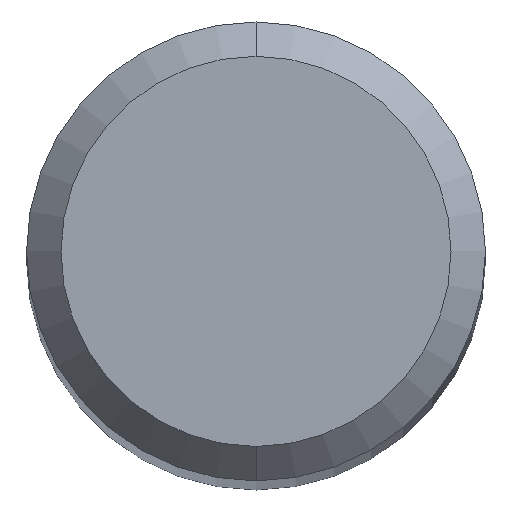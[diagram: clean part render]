
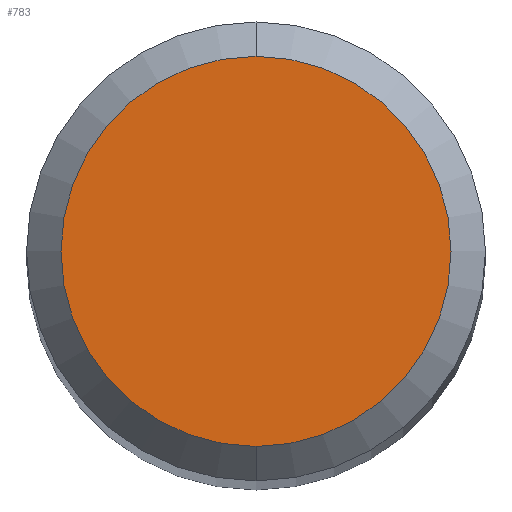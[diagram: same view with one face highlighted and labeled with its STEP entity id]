
A CAD part, top view. The second image highlights one B-rep face of the part: STEP entity #783.
In plain terms, the highlighted planar face has unit normal (0, 0, 1).
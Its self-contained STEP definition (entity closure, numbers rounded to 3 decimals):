
#529=EDGE_CURVE('',#531,#655,#1207,.T.);
#531=VERTEX_POINT('',#1209);
#599=EDGE_CURVE('',#655,#531,#1279,.T.);
#655=VERTEX_POINT('',#1340);
#783=ADVANCED_FACE('',(#1482),#1483,.T.);
#1207=CIRCLE('',#2434,1.7);
#1209=CARTESIAN_POINT('',(0.,-1.7,0.0));
#1279=CIRCLE('',#2684,1.7);
#1340=CARTESIAN_POINT('',(0.0,1.7,0.0));
#1482=FACE_OUTER_BOUND('',#3291,.T.);
#1483=PLANE('',#3292);
#2434=AXIS2_PLACEMENT_3D('',#4234,#4235,#4236);
#2684=AXIS2_PLACEMENT_3D('',#4271,#4272,#4273);
#3291=EDGE_LOOP('',(#4512,#4513));
#3292=AXIS2_PLACEMENT_3D('',#4514,#4515,#4516);
#4234=CARTESIAN_POINT('',(0.0,0.0,0.0));
#4235=DIRECTION('',(0.0,0.0,-1.0));
#4236=DIRECTION('',(0.0,1.0,0.0));
#4271=CARTESIAN_POINT('',(0.0,0.0,0.0));
#4272=DIRECTION('',(0.0,0.0,-1.0));
#4273=DIRECTION('',(0.0,1.0,0.0));
#4512=ORIENTED_EDGE('',*,*,#599,.F.);
#4513=ORIENTED_EDGE('',*,*,#529,.F.);
#4514=CARTESIAN_POINT('',(0.0,0.85,0.0));
#4515=DIRECTION('',(-0.0,0.0,1.0));
#4516=DIRECTION('',(0.0,-1.0,0.0));
